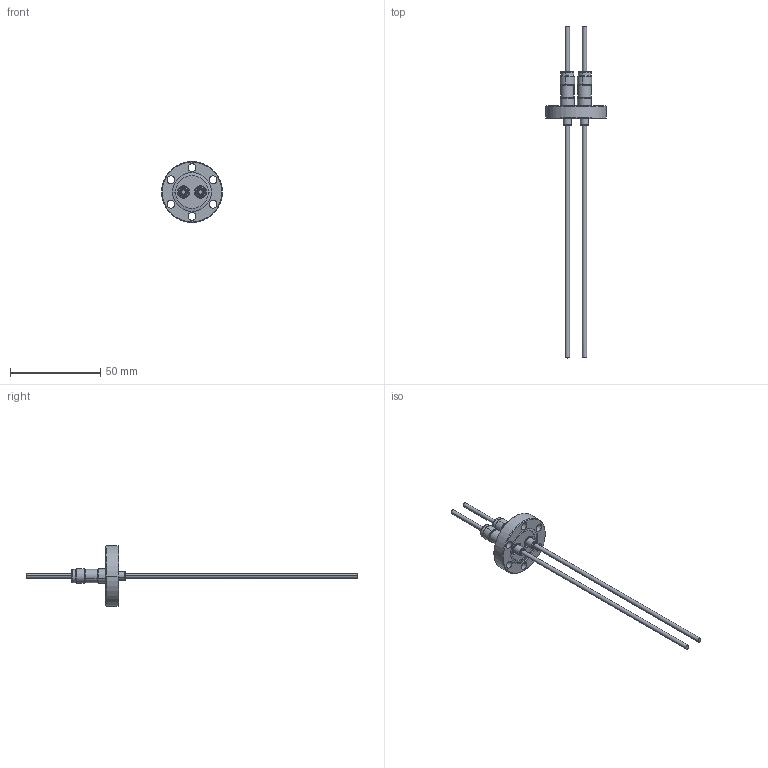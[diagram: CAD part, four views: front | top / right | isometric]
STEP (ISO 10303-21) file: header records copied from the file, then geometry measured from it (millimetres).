
FILE_DESCRIPTION (( 'STEP AP203' ), '1' );
FILE_NAME ('A0275-2-CF.STEP', '2013-05-28T12:09:05', ( '' ), ( '' ), 'SwSTEP 2.0', 'SolidWorks 2012', '' );
FILE_SCHEMA (( 'CONFIG_CONTROL_DESIGN' ));
Length unit declared in the file: inch
Products named in the file (1): A0275-2-CF
Bounding box: 33.78 x 184.15 x 33.78 mm (x, y, z)
Volume: 8396.5 mm3; surface area: 7847 mm2
Topology: 1 solids, 3 shells, 141 faces, 308 edges, 188 vertices
Faces by surface type: cylinder 78, cone 26, plane 21, torus 16
Entity records: 4017 total; most frequent: DIRECTION 796, CARTESIAN_POINT 638, ORIENTED_EDGE 616, AXIS2_PLACEMENT_3D 346, EDGE_CURVE 308, CIRCLE 204, VERTEX_POINT 188, EDGE_LOOP 172
